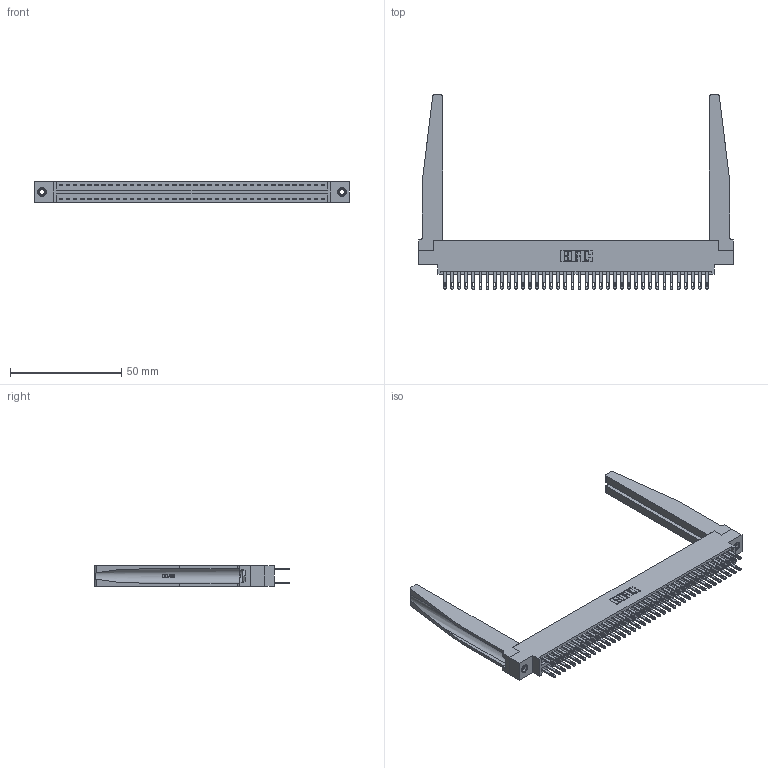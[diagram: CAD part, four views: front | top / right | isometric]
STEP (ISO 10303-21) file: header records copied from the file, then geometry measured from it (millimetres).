
FILE_DESCRIPTION (( 'STEP AP203' ), '1' );
FILE_NAME ('346-076-500-878.STEP', '2022-05-25T04:18:08', ( '' ), ( '' ), 'SwSTEP 2.0', 'SolidWorks 2020', '' );
FILE_SCHEMA (( 'CONFIG_CONTROL_DESIGN' ));
Length unit declared in the file: inch
Products named in the file (5): 345-250-001_345-250-001-102; 346 Part_0.170 Offset - 0.156 Dia-TH; 346-076-500-878; 346-220-078_345-220-078; 345-292-001_345-293-100
Assembly tree (81 placements, depth 2):
  346-076-500-878
    346 Part_0.170 Offset - 0.156 Dia-TH
    345-292-001_345-293-100  x76
    346-220-078_345-220-078  x2
    345-250-001_345-250-001-102  x2
Bounding box: 141.22 x 87.12 x 9.4 mm (x, y, z)
Volume: 20708.4 mm3; surface area: 26452.7 mm2
Topology: 81 solids, 81 shells, 4022 faces, 12157 edges, 8094 vertices
Faces by surface type: plane 2440, cylinder 1530, bspline 36, cone 12, torus 4
Entity records: 30564 total; most frequent: CARTESIAN_POINT 5985, ORIENTED_EDGE 4806, DIRECTION 4313, EDGE_CURVE 2403, LINE 2021, VECTOR 2021, VERTEX_POINT 1596, AXIS2_PLACEMENT_3D 1146
